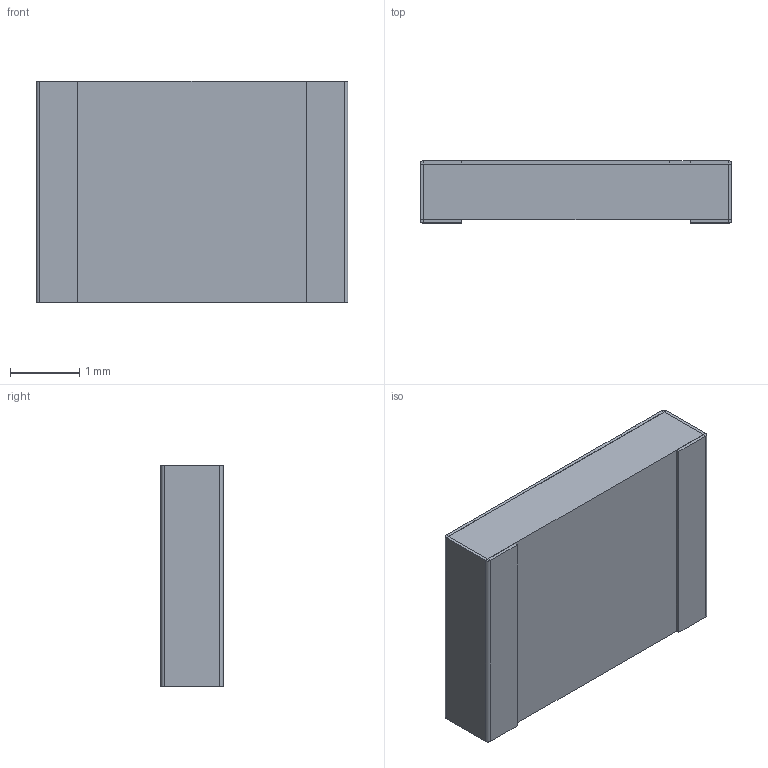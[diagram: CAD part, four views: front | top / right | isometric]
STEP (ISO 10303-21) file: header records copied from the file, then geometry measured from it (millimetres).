
FILE_DESCRIPTION (( 'STEP AP214' ), '1' );
FILE_NAME ('SR1812-Body.STEP', '2023-10-09T14:07:09', ( '' ), ( '' ), 'SwSTEP 2.0', 'SolidWorks 2023', '' );
FILE_SCHEMA (( 'AUTOMOTIVE_DESIGN' ));
Length unit declared in the file: millimetre
Products named in the file (1): SR1812-Body
Bounding box: 4.5 x 0.9 x 3.2 mm (x, y, z)
Volume: 12.4 mm3; surface area: 88.8 mm2
Topology: 5 solids, 5 shells, 99 faces, 217 edges, 134 vertices
Faces by surface type: plane 77, bspline 18, cylinder 4
Entity records: 4975 total; most frequent: CARTESIAN_POINT 1781, ORIENTED_EDGE 434, DIRECTION 353, EDGE_CURVE 217, LINE 173, VECTOR 173, VERTEX_POINT 134, UNCERTAINTY_MEASURE_WITH_UNIT 105
